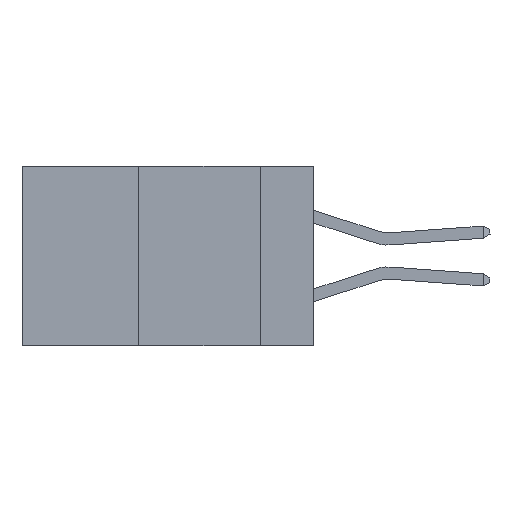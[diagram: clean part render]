
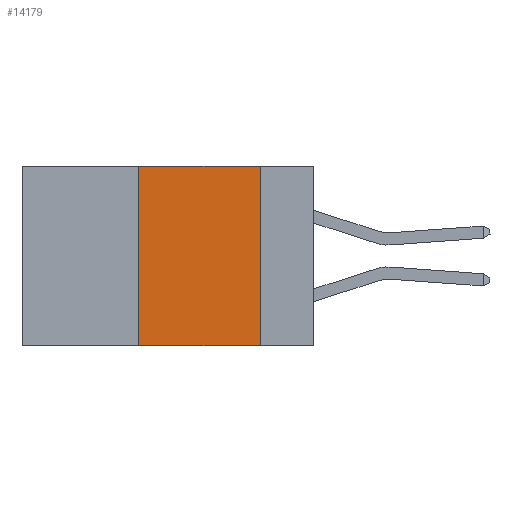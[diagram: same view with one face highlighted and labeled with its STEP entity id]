
A CAD part, left-side view. The second image highlights one B-rep face of the part: STEP entity #14179.
In plain terms, the highlighted planar face has unit normal (-1, 0, 0).
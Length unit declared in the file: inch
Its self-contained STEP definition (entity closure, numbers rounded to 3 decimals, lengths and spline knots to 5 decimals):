
#25 = AXIS2_PLACEMENT_3D ( 'NONE', #20228, #16718, #16874 ) ;
#998 = VERTEX_POINT ( 'NONE', #12550 ) ;
#999 = CARTESIAN_POINT ( 'NONE',  ( 0., 0.36, 0. ) ) ;
#2151 = CARTESIAN_POINT ( 'NONE',  ( 0., 0.6, 0. ) ) ;
#3393 = LINE ( 'NONE', #22013, #18509 ) ;
#3674 = EDGE_CURVE ( 'NONE', #998, #15145, #8522, .T. ) ;
#6699 = ORIENTED_EDGE ( 'NONE', *, *, #16109, .F. ) ;
#6884 = CARTESIAN_POINT ( 'NONE',  ( 0., 0.11, 0. ) ) ;
#7471 = LINE ( 'NONE', #2151, #21298 ) ;
#7484 = ORIENTED_EDGE ( 'NONE', *, *, #3674, .F. ) ;
#8255 = VECTOR ( 'NONE', #10486, 39.37008 ) ;
#8522 = LINE ( 'NONE', #21294, #8255 ) ;
#8979 = DIRECTION ( 'NONE',  ( 0., -1., 0. ) ) ;
#9510 = LINE ( 'NONE', #6884, #22764 ) ;
#10332 = DIRECTION ( 'NONE',  ( 0., 0., -1. ) ) ;
#10486 = DIRECTION ( 'NONE',  ( 0., 0., 1. ) ) ;
#10751 = VERTEX_POINT ( 'NONE', #21075 ) ;
#12550 = CARTESIAN_POINT ( 'NONE',  ( 0., 0.36, -0.37 ) ) ;
#13301 = CARTESIAN_POINT ( 'NONE',  ( 0., 0.11, 0. ) ) ;
#14179 = ADVANCED_FACE ( 'NONE', ( #15431 ), #14504, .F. ) ;
#14504 = PLANE ( 'NONE',  #25 ) ;
#14762 = EDGE_CURVE ( 'NONE', #998, #10751, #3393, .T. ) ;
#15145 = VERTEX_POINT ( 'NONE', #999 ) ;
#15289 = EDGE_CURVE ( 'NONE', #21855, #10751, #9510, .T. ) ;
#15431 = FACE_OUTER_BOUND ( 'NONE', #23312, .T. ) ;
#16109 = EDGE_CURVE ( 'NONE', #15145, #21855, #7471, .T. ) ;
#16380 = DIRECTION ( 'NONE',  ( 0., -1., 0. ) ) ;
#16718 = DIRECTION ( 'NONE',  ( 1., 0., 0. ) ) ;
#16874 = DIRECTION ( 'NONE',  ( 0., 0., -1. ) ) ;
#17956 = ORIENTED_EDGE ( 'NONE', *, *, #14762, .T. ) ;
#18509 = VECTOR ( 'NONE', #16380, 39.37008 ) ;
#19275 = ORIENTED_EDGE ( 'NONE', *, *, #15289, .F. ) ;
#20228 = CARTESIAN_POINT ( 'NONE',  ( 0., 0.6, 0. ) ) ;
#21075 = CARTESIAN_POINT ( 'NONE',  ( 0., 0.11, -0.37 ) ) ;
#21294 = CARTESIAN_POINT ( 'NONE',  ( 0., 0.36, 0. ) ) ;
#21298 = VECTOR ( 'NONE', #8979, 39.37008 ) ;
#21855 = VERTEX_POINT ( 'NONE', #13301 ) ;
#22013 = CARTESIAN_POINT ( 'NONE',  ( 0., 0.6, -0.37 ) ) ;
#22764 = VECTOR ( 'NONE', #10332, 39.37008 ) ;
#23312 = EDGE_LOOP ( 'NONE', ( #19275, #6699, #7484, #17956 ) ) ;
